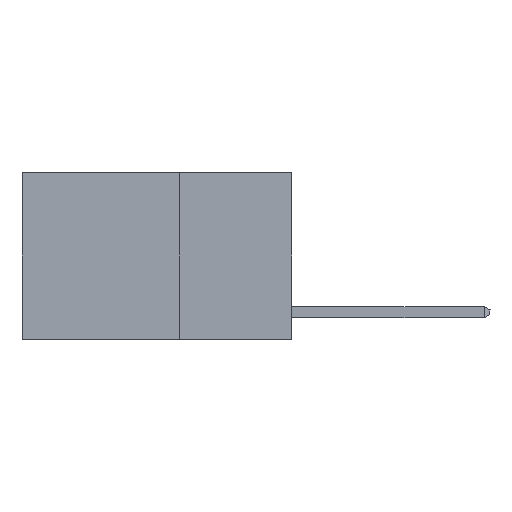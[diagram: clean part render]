
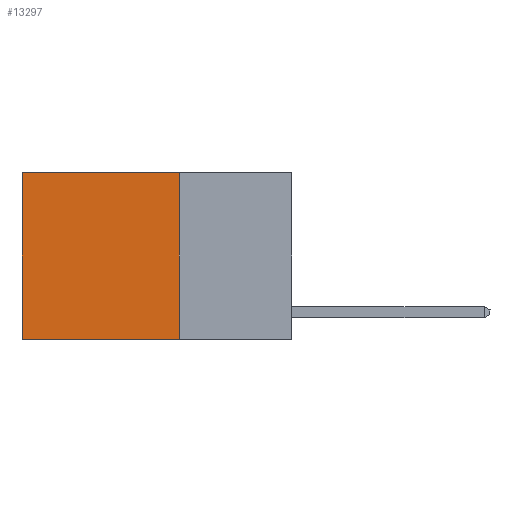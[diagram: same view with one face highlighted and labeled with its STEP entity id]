
A CAD part, left-side view. The second image highlights one B-rep face of the part: STEP entity #13297.
In plain terms, the highlighted planar face has unit normal (-1, 0, 0).
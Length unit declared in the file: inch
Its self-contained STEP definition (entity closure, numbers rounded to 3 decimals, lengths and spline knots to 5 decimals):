
#670 = CARTESIAN_POINT ( 'NONE',  ( 0.2625, 0.25, 0. ) ) ;
#683 = CARTESIAN_POINT ( 'NONE',  ( 0.2625, 0.25, 0. ) ) ;
#824 = LINE ( 'NONE', #24090, #9032 ) ;
#2265 = CARTESIAN_POINT ( 'NONE',  ( 0.2625, 0.6, 0. ) ) ;
#2485 = EDGE_CURVE ( 'NONE', #6832, #21208, #824, .T. ) ;
#2779 = DIRECTION ( 'NONE',  ( 1., 0., 0. ) ) ;
#3784 = LINE ( 'NONE', #670, #4427 ) ;
#3813 = AXIS2_PLACEMENT_3D ( 'NONE', #8776, #2779, #16650 ) ;
#4427 = VECTOR ( 'NONE', #12572, 39.37008 ) ;
#6317 = VECTOR ( 'NONE', #11167, 39.37008 ) ;
#6832 = VERTEX_POINT ( 'NONE', #683 ) ;
#8185 = VERTEX_POINT ( 'NONE', #9351 ) ;
#8456 = DIRECTION ( 'NONE',  ( 0., 1., 0. ) ) ;
#8776 = CARTESIAN_POINT ( 'NONE',  ( 0.2625, 0.25, 0. ) ) ;
#8846 = ORIENTED_EDGE ( 'NONE', *, *, #19893, .T. ) ;
#9032 = VECTOR ( 'NONE', #8456, 39.37008 ) ;
#9215 = CARTESIAN_POINT ( 'NONE',  ( 0.2625, 0.25, -0.37 ) ) ;
#9351 = CARTESIAN_POINT ( 'NONE',  ( 0.2625, 0.6, -0.37 ) ) ;
#9370 = EDGE_CURVE ( 'NONE', #19199, #8185, #22596, .T. ) ;
#9592 = VECTOR ( 'NONE', #18201, 39.37008 ) ;
#9665 = ORIENTED_EDGE ( 'NONE', *, *, #22273, .F. ) ;
#9862 = ORIENTED_EDGE ( 'NONE', *, *, #2485, .T. ) ;
#10224 = FACE_OUTER_BOUND ( 'NONE', #17730, .T. ) ;
#11167 = DIRECTION ( 'NONE',  ( 0., 1., 0. ) ) ;
#11528 = ORIENTED_EDGE ( 'NONE', *, *, #9370, .F. ) ;
#12324 = CARTESIAN_POINT ( 'NONE',  ( 0.2625, 0.6, 0. ) ) ;
#12572 = DIRECTION ( 'NONE',  ( 0., 0., -1. ) ) ;
#13297 = ADVANCED_FACE ( 'NONE', ( #10224 ), #14684, .F. ) ;
#14684 = PLANE ( 'NONE',  #3813 ) ;
#14808 = LINE ( 'NONE', #2265, #9592 ) ;
#16650 = DIRECTION ( 'NONE',  ( 0., 0., -1. ) ) ;
#17730 = EDGE_LOOP ( 'NONE', ( #8846, #11528, #9665, #9862 ) ) ;
#18201 = DIRECTION ( 'NONE',  ( 0., 0., -1. ) ) ;
#19199 = VERTEX_POINT ( 'NONE', #25305 ) ;
#19893 = EDGE_CURVE ( 'NONE', #21208, #8185, #14808, .T. ) ;
#21208 = VERTEX_POINT ( 'NONE', #12324 ) ;
#22273 = EDGE_CURVE ( 'NONE', #6832, #19199, #3784, .T. ) ;
#22596 = LINE ( 'NONE', #9215, #6317 ) ;
#24090 = CARTESIAN_POINT ( 'NONE',  ( 0.2625, 0.25, 0. ) ) ;
#25305 = CARTESIAN_POINT ( 'NONE',  ( 0.2625, 0.25, -0.37 ) ) ;
